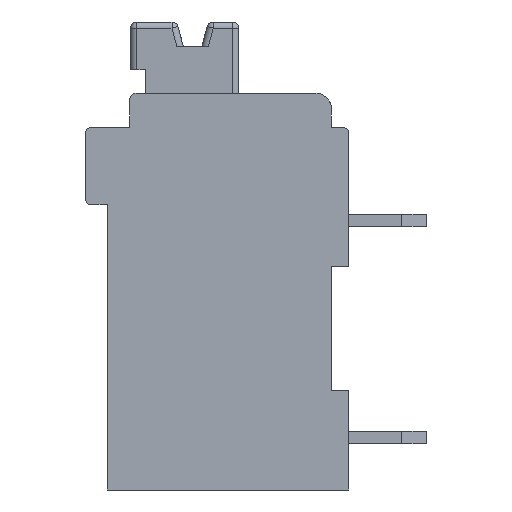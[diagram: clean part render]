
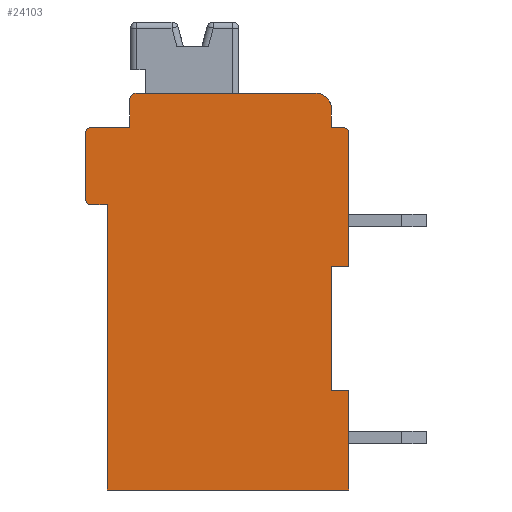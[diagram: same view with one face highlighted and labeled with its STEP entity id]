
A CAD part, left-side view. The second image highlights one B-rep face of the part: STEP entity #24103.
In plain terms, the highlighted planar face has unit normal (-1, 0, 0).
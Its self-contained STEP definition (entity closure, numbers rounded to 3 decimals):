
#592=PLANE('',#25556);
#1399=CIRCLE('',#25498,0.5);
#1401=CIRCLE('',#25502,0.2);
#1439=CIRCLE('',#25557,0.2);
#1440=CIRCLE('',#25558,0.2);
#1441=CIRCLE('',#25559,0.2);
#3848=ORIENTED_EDGE('',*,*,#10550,.F.);
#3849=ORIENTED_EDGE('',*,*,#10428,.T.);
#3850=ORIENTED_EDGE('',*,*,#10423,.F.);
#3851=ORIENTED_EDGE('',*,*,#10435,.T.);
#3852=ORIENTED_EDGE('',*,*,#10433,.F.);
#3853=ORIENTED_EDGE('',*,*,#10479,.F.);
#3854=ORIENTED_EDGE('',*,*,#10650,.T.);
#3855=ORIENTED_EDGE('',*,*,#10471,.F.);
#3856=ORIENTED_EDGE('',*,*,#10651,.T.);
#3857=ORIENTED_EDGE('',*,*,#10468,.F.);
#3858=ORIENTED_EDGE('',*,*,#9175,.F.);
#3859=ORIENTED_EDGE('',*,*,#10453,.F.);
#3860=ORIENTED_EDGE('',*,*,#10461,.F.);
#3861=ORIENTED_EDGE('',*,*,#10467,.F.);
#3862=ORIENTED_EDGE('',*,*,#10603,.F.);
#3863=ORIENTED_EDGE('',*,*,#10463,.F.);
#3864=ORIENTED_EDGE('',*,*,#9194,.F.);
#3865=ORIENTED_EDGE('',*,*,#10652,.T.);
#3866=ORIENTED_EDGE('',*,*,#10551,.F.);
#9175=EDGE_CURVE('',#12764,#12765,#15054,.T.);
#9194=EDGE_CURVE('',#12776,#12777,#15073,.T.);
#10423=EDGE_CURVE('',#13815,#13816,#16220,.T.);
#10428=EDGE_CURVE('',#13820,#13816,#1399,.F.);
#10433=EDGE_CURVE('',#13824,#13821,#16227,.T.);
#10435=EDGE_CURVE('',#13815,#13821,#1401,.F.);
#10453=EDGE_CURVE('',#13838,#12764,#16245,.T.);
#10461=EDGE_CURVE('',#13843,#13838,#16253,.T.);
#10463=EDGE_CURVE('',#12777,#13845,#16255,.T.);
#10467=EDGE_CURVE('',#13847,#13843,#16259,.T.);
#10468=EDGE_CURVE('',#12765,#13848,#16260,.T.);
#10471=EDGE_CURVE('',#13849,#13850,#16263,.T.);
#10479=EDGE_CURVE('',#13853,#13824,#16268,.T.);
#10550=EDGE_CURVE('',#13820,#13889,#16305,.T.);
#10551=EDGE_CURVE('',#13889,#13890,#16306,.T.);
#10603=EDGE_CURVE('',#13845,#13847,#16358,.T.);
#10650=EDGE_CURVE('',#13853,#13850,#1439,.F.);
#10651=EDGE_CURVE('',#13849,#13848,#1440,.F.);
#10652=EDGE_CURVE('',#12776,#13890,#1441,.F.);
#12764=VERTEX_POINT('',#33901);
#12765=VERTEX_POINT('',#33903);
#12776=VERTEX_POINT('',#33936);
#12777=VERTEX_POINT('',#33938);
#13815=VERTEX_POINT('',#36496);
#13816=VERTEX_POINT('',#36498);
#13820=VERTEX_POINT('',#36512);
#13821=VERTEX_POINT('',#36516);
#13824=VERTEX_POINT('',#36521);
#13838=VERTEX_POINT('',#36561);
#13843=VERTEX_POINT('',#36577);
#13845=VERTEX_POINT('',#36583);
#13847=VERTEX_POINT('',#36589);
#13848=VERTEX_POINT('',#36593);
#13849=VERTEX_POINT('',#36597);
#13850=VERTEX_POINT('',#36599);
#13853=VERTEX_POINT('',#36610);
#13889=VERTEX_POINT('',#36717);
#13890=VERTEX_POINT('',#36722);
#15054=LINE('',#33902,#18114);
#15073=LINE('',#33937,#18133);
#16220=LINE('',#36497,#19280);
#16227=LINE('',#36522,#19287);
#16245=LINE('',#36562,#19305);
#16253=LINE('',#36578,#19313);
#16255=LINE('',#36582,#19315);
#16259=LINE('',#36590,#19319);
#16260=LINE('',#36592,#19320);
#16263=LINE('',#36598,#19323);
#16268=LINE('',#36611,#19328);
#16305=LINE('',#36719,#19365);
#16306=LINE('',#36721,#19366);
#16358=LINE('',#36801,#19418);
#18114=VECTOR('',#27179,1000.);
#18133=VECTOR('',#27206,1000.);
#19280=VECTOR('',#28921,1000.);
#19287=VECTOR('',#28936,1000.);
#19305=VECTOR('',#28970,1000.);
#19313=VECTOR('',#28984,1000.);
#19315=VECTOR('',#28988,1000.);
#19319=VECTOR('',#28994,1000.);
#19320=VECTOR('',#28997,1000.);
#19323=VECTOR('',#29002,1000.);
#19328=VECTOR('',#29015,1000.);
#19365=VECTOR('',#29122,1000.);
#19366=VECTOR('',#29125,1000.);
#19418=VECTOR('',#29179,1000.);
#21277=EDGE_LOOP('',(#3848,#3849,#3850,#3851,#3852,#3853,#3854,#3855,#3856,
#3857,#3858,#3859,#3860,#3861,#3862,#3863,#3864,#3865,#3866));
#22579=FACE_BOUND('',#21277,.T.);
#24103=ADVANCED_FACE('',(#22579),#592,.F.);
#25498=AXIS2_PLACEMENT_3D('',#36511,#28928,#28929);
#25502=AXIS2_PLACEMENT_3D('',#36525,#28941,#28942);
#25556=AXIS2_PLACEMENT_3D('',#36870,#29226,#29227);
#25557=AXIS2_PLACEMENT_3D('',#36871,#29228,#29229);
#25558=AXIS2_PLACEMENT_3D('',#36872,#29230,#29231);
#25559=AXIS2_PLACEMENT_3D('',#36873,#29232,#29233);
#27179=DIRECTION('',(0.,0.,1.));
#27206=DIRECTION('',(0.,0.,-1.));
#28921=DIRECTION('',(0.,-1.,0.));
#28928=DIRECTION('',(1.,0.,0.));
#28929=DIRECTION('',(0.,0.,-1.));
#28936=DIRECTION('',(0.,0.,1.));
#28941=DIRECTION('',(1.,0.,0.));
#28942=DIRECTION('',(0.,0.,-1.));
#28970=DIRECTION('',(0.,1.,0.));
#28984=DIRECTION('',(0.,0.,-1.));
#28988=DIRECTION('',(0.,1.,0.));
#28994=DIRECTION('',(0.,-1.,0.));
#28997=DIRECTION('',(0.,1.,0.));
#29002=DIRECTION('',(0.,0.,1.));
#29015=DIRECTION('',(0.,-1.,0.));
#29122=DIRECTION('',(0.,0.,-1.));
#29125=DIRECTION('',(0.,-1.,0.));
#29179=DIRECTION('',(0.,0.,-1.));
#29226=DIRECTION('',(1.,0.,0.));
#29227=DIRECTION('',(0.,0.,-1.));
#29228=DIRECTION('',(1.,0.,0.));
#29229=DIRECTION('',(0.,0.,-1.));
#29230=DIRECTION('',(1.,0.,0.));
#29231=DIRECTION('',(0.,0.,-1.));
#29232=DIRECTION('',(1.,0.,0.));
#29233=DIRECTION('',(0.,0.,-1.));
#33901=CARTESIAN_POINT('',(-21.35,3.98,-5.2));
#33902=CARTESIAN_POINT('',(-21.35,3.98,4.));
#33903=CARTESIAN_POINT('',(-21.35,3.98,4.));
#33936=CARTESIAN_POINT('',(-21.35,-3.82,6.3));
#33937=CARTESIAN_POINT('',(-21.35,-3.82,6.5));
#33938=CARTESIAN_POINT('',(-21.35,-3.82,2.));
#36496=CARTESIAN_POINT('',(-21.35,3.05,7.6));
#36497=CARTESIAN_POINT('',(-21.35,3.25,7.6));
#36498=CARTESIAN_POINT('',(-21.35,-2.75,7.6));
#36511=CARTESIAN_POINT('',(-21.35,-2.75,7.1));
#36512=CARTESIAN_POINT('',(-21.35,-3.25,7.1));
#36516=CARTESIAN_POINT('',(-21.35,3.25,7.4));
#36521=CARTESIAN_POINT('',(-21.35,3.25,6.5));
#36522=CARTESIAN_POINT('',(-21.35,3.25,7.6));
#36525=CARTESIAN_POINT('',(-21.35,3.05,7.4));
#36561=CARTESIAN_POINT('',(-21.35,-3.82,-5.2));
#36562=CARTESIAN_POINT('',(-21.35,-3.82,-5.2));
#36577=CARTESIAN_POINT('',(-21.35,-3.82,-2.));
#36578=CARTESIAN_POINT('',(-21.35,-3.82,-2.));
#36582=CARTESIAN_POINT('',(-21.35,-3.82,2.));
#36583=CARTESIAN_POINT('',(-21.35,-3.25,2.));
#36589=CARTESIAN_POINT('',(-21.35,-3.25,-2.));
#36590=CARTESIAN_POINT('',(-21.35,-3.25,-2.));
#36592=CARTESIAN_POINT('',(-21.35,4.68,4.));
#36593=CARTESIAN_POINT('',(-21.35,4.48,4.));
#36597=CARTESIAN_POINT('',(-21.35,4.68,4.2));
#36598=CARTESIAN_POINT('',(-21.35,4.68,4.));
#36599=CARTESIAN_POINT('',(-21.35,4.68,6.3));
#36610=CARTESIAN_POINT('',(-21.35,4.48,6.5));
#36611=CARTESIAN_POINT('',(-21.35,3.25,6.5));
#36717=CARTESIAN_POINT('',(-21.35,-3.25,6.5));
#36719=CARTESIAN_POINT('',(-21.35,-3.25,6.5));
#36721=CARTESIAN_POINT('',(-21.35,-3.82,6.5));
#36722=CARTESIAN_POINT('',(-21.35,-3.62,6.5));
#36801=CARTESIAN_POINT('',(-21.35,-3.25,2.));
#36870=CARTESIAN_POINT('',(-21.35,0.,0.));
#36871=CARTESIAN_POINT('',(-21.35,4.48,6.3));
#36872=CARTESIAN_POINT('',(-21.35,4.48,4.2));
#36873=CARTESIAN_POINT('',(-21.35,-3.62,6.3));
